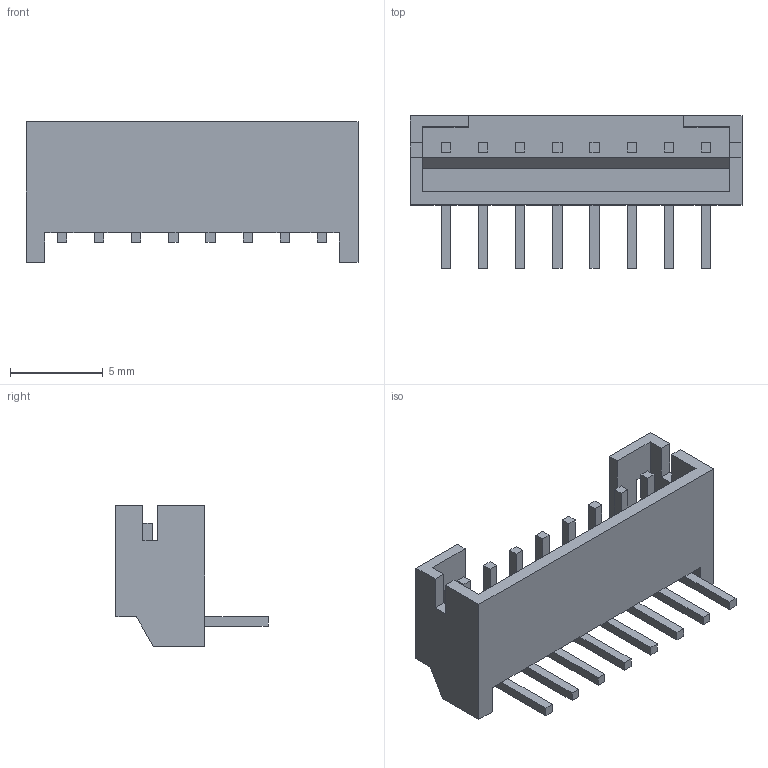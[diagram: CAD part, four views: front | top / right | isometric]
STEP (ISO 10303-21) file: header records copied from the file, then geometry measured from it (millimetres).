
FILE_DESCRIPTION (( 'STEP AP214' ), '1' );
FILE_NAME ('S8B-PH-K-S.STEP', '2011-09-21T00:43:47', ( ' ' ), ( ' ' ), 'SwSTEP 2.0', 'SolidWorks 2005235', '' );
FILE_SCHEMA (( 'AUTOMOTIVE_DESIGN' ));
Length unit declared in the file: millimetre
Products named in the file (1): S8B-PH-K-S
Bounding box: 17.9 x 8.2 x 7.6 mm (x, y, z)
Volume: 247 mm3; surface area: 699.1 mm2
Topology: 1 solids, 1 shells, 124 faces, 336 edges, 218 vertices
Faces by surface type: plane 116, cylinder 8
Entity records: 4239 total; most frequent: CARTESIAN_POINT 679, ORIENTED_EDGE 672, DIRECTION 602, EDGE_CURVE 336, VECTOR 320, LINE 320, VERTEX_POINT 218, AXIS2_PLACEMENT_3D 141
